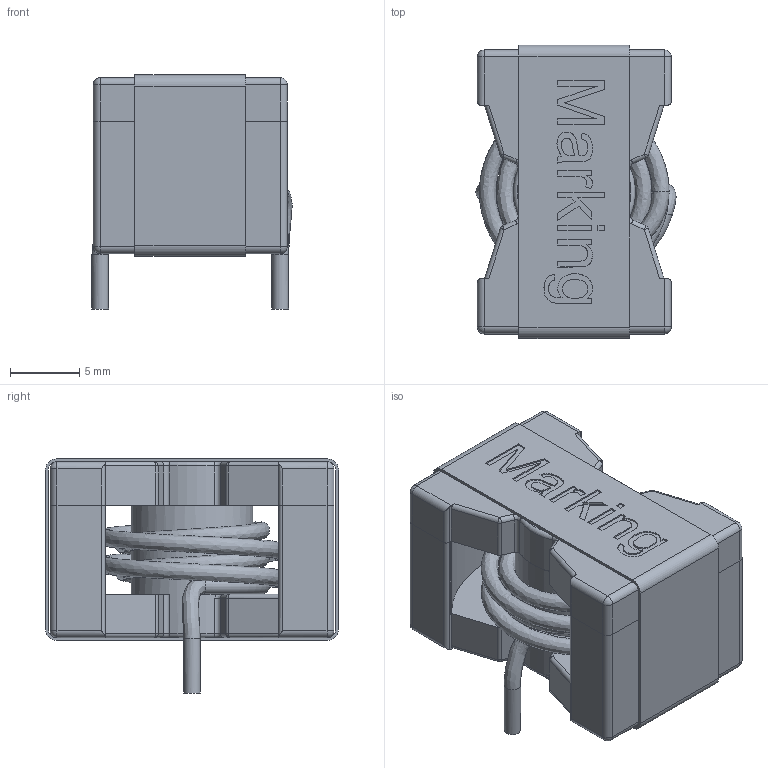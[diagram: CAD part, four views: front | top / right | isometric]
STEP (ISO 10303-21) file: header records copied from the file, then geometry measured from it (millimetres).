
FILE_DESCRIPTION(/* description */ ('Unknown'),/* implementation_level */ '2;1');
FILE_NAME(/* name */ 'L_Wurth_WE-HCFT_2012_1.2',/* time_stamp */ '2022-03-07T10:39:59+08:00',/* author */ ('Unknown'),/* organization */ ('Unknown'),/* preprocessor_version */ 'ST-DEVELOPER v16.7',/* originating_system */ 'Solid Edge',/* authorisation */ 'Unknown');
FILE_SCHEMA (('AUTOMOTIVE_DESIGN {1 0 10303 214 3 1 1}'));
Length unit declared in the file: millimetre
Products named in the file (2): L_Wurth_WE-HCFT_2012_1.2
Assembly tree (1 placements, depth 2):
  L_Wurth_WE-HCFT_2012_1.2
    L_Wurth_WE-HCFT_2012_1.2
Bounding box: 14.45 x 21.17 x 16.9 mm (x, y, z)
Volume: 2618.9 mm3; surface area: 3817.2 mm2
Topology: 4 solids, 4 shells, 251 faces, 636 edges, 384 vertices
Faces by surface type: plane 112, cylinder 82, bspline 24, sphere 19, torus 14
Full cylindrical faces by diameter (mm): 1.2 x2, 8.8 x1
Entity records: 9584 total; most frequent: CARTESIAN_POINT 2997, ORIENTED_EDGE 1206, DIRECTION 1194, EDGE_CURVE 603, AXIS2_PLACEMENT_3D 411, VERTEX_POINT 381, LINE 372, VECTOR 372
